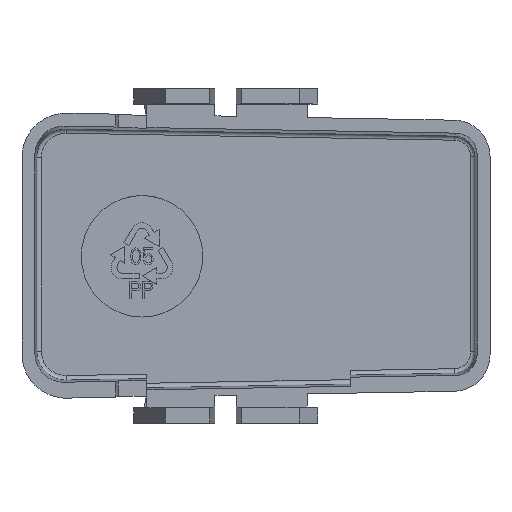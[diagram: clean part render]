
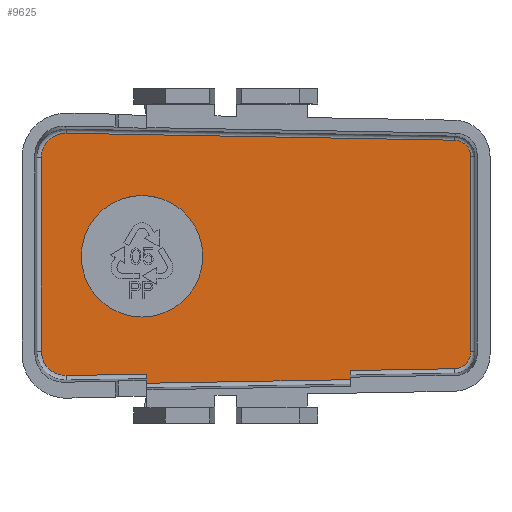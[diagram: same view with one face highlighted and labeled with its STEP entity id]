
A CAD part, top view. The second image highlights one B-rep face of the part: STEP entity #9625.
In plain terms, the highlighted planar face has unit normal (0, 0, 1).
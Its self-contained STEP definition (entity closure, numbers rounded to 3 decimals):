
#1562=CARTESIAN_POINT('',(-12.501,-7.847,1.));
#1563=CARTESIAN_POINT('',(-12.556,-7.848,1.));
#1564=CARTESIAN_POINT('',(-12.68,-7.845,
1.));
#1565=CARTESIAN_POINT('',(-12.911,-7.808,1.));
#1566=CARTESIAN_POINT('',(-13.163,-7.725,1.));
#1567=CARTESIAN_POINT('',(-13.417,-7.589,1.));
#1568=CARTESIAN_POINT('',(-13.65,-7.401,1.));
#1569=CARTESIAN_POINT('',(-13.845,-7.173,1.));
#1570=CARTESIAN_POINT('',(-13.989,-6.921,1.));
#1571=CARTESIAN_POINT('',(-14.079,-6.668,1.));
#1572=CARTESIAN_POINT('',(-14.123,-6.433,
1.));
#1573=CARTESIAN_POINT('',(-14.128,-6.305,
1.));
#1574=CARTESIAN_POINT('',(-14.128,-6.247,
1.));
#1595=CARTESIAN_POINT('',(-7.5,0.,1.));
#1596=DIRECTION('',(0.,0.,1.));
#1597=DIRECTION('',(1.,0.,0.));
#1598=AXIS2_PLACEMENT_3D('',#1595,#1596,#1597);
#1600=CARTESIAN_POINT('',(-7.5,0.,1.));
#1601=DIRECTION('',(0.,0.,1.));
#1602=DIRECTION('',(-1.,0.,0.));
#1603=AXIS2_PLACEMENT_3D('',#1600,#1601,#1602);
#1605=DIRECTION('',(-1.,-0.018,0.));
#1606=VECTOR('',#1605,13.402);
#1607=CARTESIAN_POINT('',(6.2,-8.118,1.));
#1608=LINE('',#1607,#1606);
#1625=DIRECTION('',(0.,1.,0.));
#1626=VECTOR('',#1625,0.6);
#1627=CARTESIAN_POINT('',(6.2,-8.118,1.));
#1628=LINE('',#1627,#1626);
#1633=DIRECTION('',(-1.,-0.018,0.));
#1634=VECTOR('',#1633,6.849);
#1635=CARTESIAN_POINT('',(13.048,-7.398,1.));
#1636=LINE('',#1635,#1634);
#1652=CARTESIAN_POINT('',(14.128,-6.298,1.));
#1653=CARTESIAN_POINT('',(14.128,-6.359,1.));
#1654=CARTESIAN_POINT('',(14.119,-6.485,
1.));
#1655=CARTESIAN_POINT('',(14.064,-6.691,1.));
#1656=CARTESIAN_POINT('',(13.964,-6.892,
1.));
#1657=CARTESIAN_POINT('',(13.82,-7.073,1.));
#1658=CARTESIAN_POINT('',(13.642,-7.22,
1.));
#1659=CARTESIAN_POINT('',(13.443,-7.325,1.));
#1660=CARTESIAN_POINT('',(13.237,-7.384,
1.));
#1661=CARTESIAN_POINT('',(13.11,-7.397,1.));
#1662=CARTESIAN_POINT('',(13.048,-7.398,1.));
#1681=DIRECTION('',(0.,-1.,0.));
#1682=VECTOR('',#1681,12.838);
#1683=CARTESIAN_POINT('',(14.128,6.54,1.));
#1684=LINE('',#1683,#1682);
#1694=CARTESIAN_POINT('',(13.048,7.64,1.));
#1695=CARTESIAN_POINT('',(13.11,7.639,1.));
#1696=CARTESIAN_POINT('',(13.235,7.627,1.));
#1697=CARTESIAN_POINT('',(13.44,7.568,1.));
#1698=CARTESIAN_POINT('',(13.639,7.465,1.));
#1699=CARTESIAN_POINT('',(13.817,7.319,1.));
#1700=CARTESIAN_POINT('',(13.961,7.138,1.));
#1701=CARTESIAN_POINT('',(14.062,6.937,1.));
#1702=CARTESIAN_POINT('',(14.118,6.73,1.));
#1703=CARTESIAN_POINT('',(14.128,6.603,1.));
#1704=CARTESIAN_POINT('',(14.128,6.54,1.));
#1723=DIRECTION('',(1.,-0.018,0.));
#1724=VECTOR('',#1723,25.553);
#1725=CARTESIAN_POINT('',(-12.5,8.099,1.));
#1726=LINE('',#1725,#1724);
#1736=CARTESIAN_POINT('',(-14.128,6.499,1.));
#1737=CARTESIAN_POINT('',(-14.128,6.555,1.));
#1738=CARTESIAN_POINT('',(-14.123,6.679,
1.));
#1739=CARTESIAN_POINT('',(-14.082,6.91,1.));
#1740=CARTESIAN_POINT('',(-13.994,7.161,1.));
#1741=CARTESIAN_POINT('',(-13.853,7.413,1.));
#1742=CARTESIAN_POINT('',(-13.661,7.643,1.));
#1743=CARTESIAN_POINT('',(-13.429,7.832,1.));
#1744=CARTESIAN_POINT('',(-13.175,7.972,1.));
#1745=CARTESIAN_POINT('',(-12.921,8.057,1.));
#1746=CARTESIAN_POINT('',(-12.685,8.096,
1.));
#1747=CARTESIAN_POINT('',(-12.558,8.1,1.));
#1748=CARTESIAN_POINT('',(-12.5,8.099,1.));
#1769=DIRECTION('',(0.,1.,0.));
#1770=VECTOR('',#1769,12.747);
#1771=CARTESIAN_POINT('',(-14.128,-6.247,
1.));
#1772=LINE('',#1771,#1770);
#1848=DIRECTION('',(0.,-1.,0.));
#1849=VECTOR('',#1848,0.6);
#1850=CARTESIAN_POINT('',(-7.2,-7.754,1.));
#1851=LINE('',#1850,#1849);
#1852=DIRECTION('',(-1.,-0.018,0.));
#1853=VECTOR('',#1852,5.301);
#1854=CARTESIAN_POINT('',(-7.2,-7.754,1.));
#1855=LINE('',#1854,#1853);
#6831=CARTESIAN_POINT('',(-7.2,-7.754,1.));
#6832=CARTESIAN_POINT('',(-12.501,-7.847,1.));
#6833=VERTEX_POINT('',#6831);
#6834=VERTEX_POINT('',#6832);
#6839=VERTEX_POINT('',#1574);
#6841=CARTESIAN_POINT('',(-14.128,6.499,1.));
#6842=VERTEX_POINT('',#6841);
#6845=VERTEX_POINT('',#1748);
#6847=CARTESIAN_POINT('',(13.048,7.64,1.));
#6848=VERTEX_POINT('',#6847);
#6851=VERTEX_POINT('',#1704);
#6853=CARTESIAN_POINT('',(14.128,-6.298,1.));
#6854=VERTEX_POINT('',#6853);
#6857=VERTEX_POINT('',#1662);
#6859=CARTESIAN_POINT('',(6.2,-7.518,1.));
#6860=VERTEX_POINT('',#6859);
#6863=CARTESIAN_POINT('',(6.2,-8.118,1.));
#6864=CARTESIAN_POINT('',(-7.2,-8.354,1.));
#6865=VERTEX_POINT('',#6863);
#6866=VERTEX_POINT('',#6864);
#7654=CARTESIAN_POINT('',(-3.5,0.,1.));
#7655=CARTESIAN_POINT('',(-11.5,0.,1.));
#7656=VERTEX_POINT('',#7654);
#7657=VERTEX_POINT('',#7655);
#9589=CARTESIAN_POINT('',(0.,0.,1.));
#9590=DIRECTION('',(0.,0.,1.));
#9591=DIRECTION('',(1.,0.,0.));
#9592=AXIS2_PLACEMENT_3D('',#9589,#9590,#9591);
#9593=PLANE('',#9592);
#9595=ORIENTED_EDGE('',*,*,#9594,.T.);
#9597=ORIENTED_EDGE('',*,*,#9596,.F.);
#9599=ORIENTED_EDGE('',*,*,#9598,.T.);
#9600=ORIENTED_EDGE('',*,*,#9579,.T.);
#9602=ORIENTED_EDGE('',*,*,#9601,.T.);
#9604=ORIENTED_EDGE('',*,*,#9603,.T.);
#9606=ORIENTED_EDGE('',*,*,#9605,.T.);
#9608=ORIENTED_EDGE('',*,*,#9607,.T.);
#9610=ORIENTED_EDGE('',*,*,#9609,.T.);
#9612=ORIENTED_EDGE('',*,*,#9611,.T.);
#9614=ORIENTED_EDGE('',*,*,#9613,.T.);
#9616=ORIENTED_EDGE('',*,*,#9615,.F.);
#9617=EDGE_LOOP('',(#9595,#9597,#9599,#9600,#9602,#9604,#9606,#9608,#9610,#9612,
#9614,#9616));
#9618=FACE_OUTER_BOUND('',#9617,.F.);
#9620=ORIENTED_EDGE('',*,*,#9619,.T.);
#9622=ORIENTED_EDGE('',*,*,#9621,.T.);
#9623=EDGE_LOOP('',(#9620,#9622));
#9624=FACE_BOUND('',#9623,.F.);
#9625=ADVANCED_FACE('',(#9618,#9624),#9593,.T.);
#1575=B_SPLINE_CURVE_WITH_KNOTS('',3,(#1562,#1563,#1564,#1565,#1566,#1567,#1568,
#1569,#1570,#1571,#1572,#1573,#1574),.UNSPECIFIED.,.F.,.F.,(4,1,1,1,1,1,1,1,1,1,
4),(0.,0.1,0.2,0.3,0.4,0.5,0.6,0.7,0.8,0.9,1.),
.UNSPECIFIED.);
#1599=CIRCLE('',#1598,4.);
#1604=CIRCLE('',#1603,4.);
#1663=B_SPLINE_CURVE_WITH_KNOTS('',3,(#1652,#1653,#1654,#1655,#1656,#1657,#1658,
#1659,#1660,#1661,#1662),.UNSPECIFIED.,.F.,.F.,(4,1,1,1,1,1,1,1,4),(0.,
0.125,0.25,0.375,0.5,0.625,0.75,0.875,1.),.UNSPECIFIED.);
#1705=B_SPLINE_CURVE_WITH_KNOTS('',3,(#1694,#1695,#1696,#1697,#1698,#1699,#1700,
#1701,#1702,#1703,#1704),.UNSPECIFIED.,.F.,.F.,(4,1,1,1,1,1,1,1,4),(0.,
0.125,0.25,0.375,0.5,0.625,0.75,0.875,1.),.UNSPECIFIED.);
#1749=B_SPLINE_CURVE_WITH_KNOTS('',3,(#1736,#1737,#1738,#1739,#1740,#1741,#1742,
#1743,#1744,#1745,#1746,#1747,#1748),.UNSPECIFIED.,.F.,.F.,(4,1,1,1,1,1,1,1,1,1,
4),(0.,0.1,0.2,0.3,0.4,0.5,0.6,0.7,0.8,0.9,1.),
.UNSPECIFIED.);
#9579=EDGE_CURVE('',#6834,#6839,#1575,.T.);
#9594=EDGE_CURVE('',#6865,#6866,#1608,.T.);
#9596=EDGE_CURVE('',#6833,#6866,#1851,.T.);
#9598=EDGE_CURVE('',#6833,#6834,#1855,.T.);
#9601=EDGE_CURVE('',#6839,#6842,#1772,.T.);
#9603=EDGE_CURVE('',#6842,#6845,#1749,.T.);
#9605=EDGE_CURVE('',#6845,#6848,#1726,.T.);
#9607=EDGE_CURVE('',#6848,#6851,#1705,.T.);
#9609=EDGE_CURVE('',#6851,#6854,#1684,.T.);
#9611=EDGE_CURVE('',#6854,#6857,#1663,.T.);
#9613=EDGE_CURVE('',#6857,#6860,#1636,.T.);
#9615=EDGE_CURVE('',#6865,#6860,#1628,.T.);
#9619=EDGE_CURVE('',#7656,#7657,#1599,.T.);
#9621=EDGE_CURVE('',#7657,#7656,#1604,.T.);
